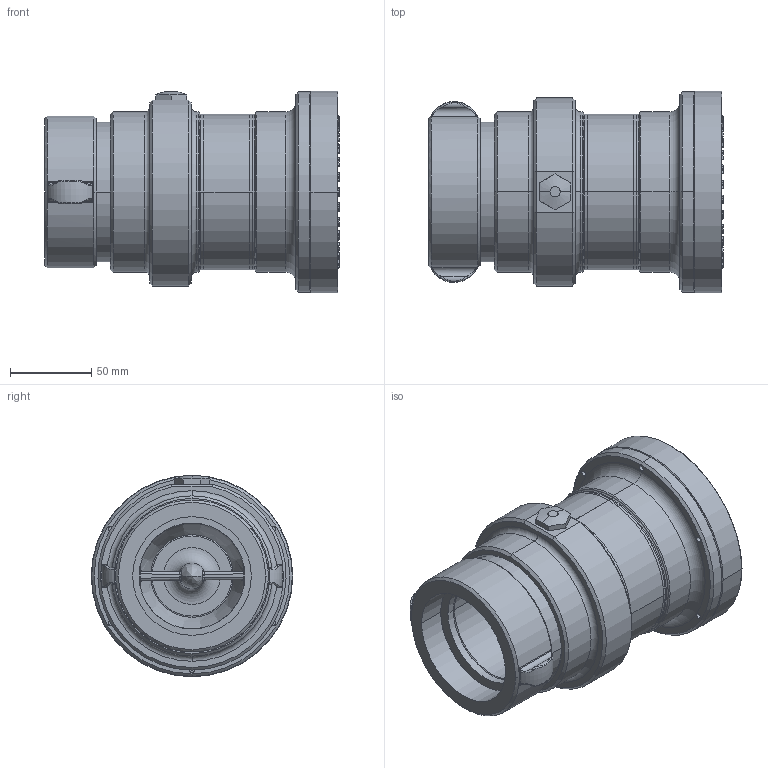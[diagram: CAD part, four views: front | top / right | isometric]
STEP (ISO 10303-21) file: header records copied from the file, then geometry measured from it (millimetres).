
FILE_DESCRIPTION((''),'2;1');
FILE_NAME('44450001_07','2015-02-19T',('sobri'),(''),'PRO/ENGINEER BY PARAMETRIC TECHNOLOGY CORPORATION, 2011180','PRO/ENGINEER BY PARAMETRIC TECHNOLOGY CORPORATION, 2011180','');
FILE_SCHEMA(('CONFIG_CONTROL_DESIGN'));
Length unit declared in the file: inch
Products named in the file (1): 44450001_07
Bounding box: 181.24 x 123.8 x 123.8 mm (x, y, z)
Surface area: 200645.1 mm2 (no closed solid volume)
Topology: 0 solids, 34 shells, 582 faces, 2040 edges, 1457 vertices
Faces by surface type: cylinder 187, plane 182, cone 86, bspline 66, torus 59, sphere 2
Entity records: 26811 total; most frequent: CARTESIAN_POINT 11116, ORIENTED_EDGE 3326, DIRECTION 2759, EDGE_CURVE 2038, VERTEX_POINT 1457, AXIS2_PLACEMENT_3D 1087, B_SPLINE_CURVE_WITH_KNOTS 882, EDGE_LOOP 622
